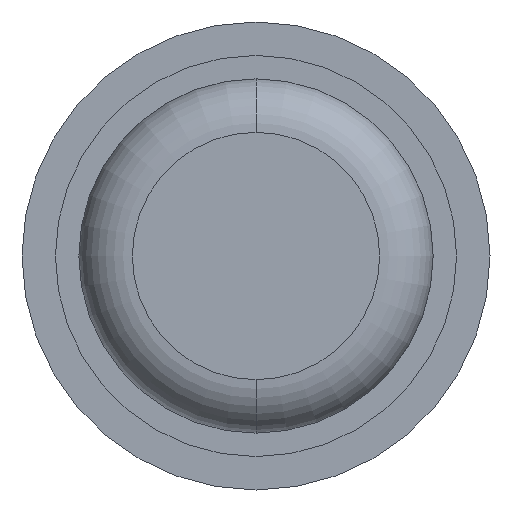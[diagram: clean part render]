
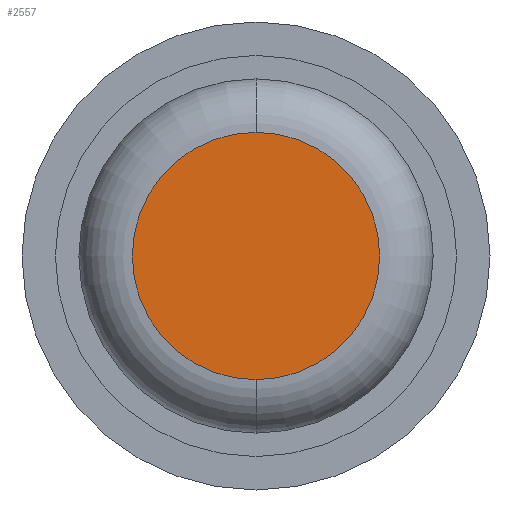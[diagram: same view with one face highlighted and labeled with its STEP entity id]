
A CAD part, front view. The second image highlights one B-rep face of the part: STEP entity #2557.
In plain terms, the highlighted planar face has unit normal (0, -1, 0).
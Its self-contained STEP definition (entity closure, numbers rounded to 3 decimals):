
#173 = AXIS2_PLACEMENT_3D ( 'NONE', #1420, #3095, #2727 ) ;
#333 = EDGE_CURVE ( 'Defeature ausgef�hrt1_0+Defeature ausgef�hrt1_8+Defeature ausgef�hrt1_8+Defeature ausgef�hrt1_8', #1780, #3571, #1213, .T. ) ;
#495 = FACE_OUTER_BOUND ( 'NONE', #2662, .T. ) ;
#1032 = PLANE ( 'NONE',  #1349 ) ;
#1213 = CIRCLE ( 'NONE', #2412, 0.925 ) ;
#1349 = AXIS2_PLACEMENT_3D ( 'NONE', #2982, #2648, #2005 ) ;
#1406 = DIRECTION ( 'NONE',  ( 0., -1., 0. ) ) ;
#1420 = CARTESIAN_POINT ( 'NONE',  ( 0., -10., 0. ) ) ;
#1426 = EDGE_CURVE ( 'Defeature ausgef�hrt1_0+Defeature ausgef�hrt1_8+Defeature ausgef�hrt1_8+Defeature ausgef�hrt1_8', #3571, #1780, #2321, .T. ) ;
#1751 = DIRECTION ( 'NONE',  ( 0., 0., -1. ) ) ;
#1780 = VERTEX_POINT ( 'NONE', #4323 ) ;
#2005 = DIRECTION ( 'NONE',  ( 0., 0., -1. ) ) ;
#2321 = CIRCLE ( 'NONE', #173, 0.925 ) ;
#2389 = CARTESIAN_POINT ( 'NONE',  ( 0., -10., 0. ) ) ;
#2412 = AXIS2_PLACEMENT_3D ( 'NONE', #2389, #1406, #1751 ) ;
#2557 = ADVANCED_FACE ( 'Defeature ausgef�hrt1_0', ( #495 ), #1032, .T. ) ;
#2587 = CARTESIAN_POINT ( 'NONE',  ( 0., -10., 0.925 ) ) ;
#2648 = DIRECTION ( 'NONE',  ( 0., -1., 0. ) ) ;
#2662 = EDGE_LOOP ( 'NONE', ( #3870, #3452 ) ) ;
#2727 = DIRECTION ( 'NONE',  ( 0., 0., -1. ) ) ;
#2982 = CARTESIAN_POINT ( 'NONE',  ( -1.325, -10., 0. ) ) ;
#3095 = DIRECTION ( 'NONE',  ( 0., -1., 0. ) ) ;
#3452 = ORIENTED_EDGE ( 'NONE', *, *, #1426, .T. ) ;
#3571 = VERTEX_POINT ( 'NONE', #2587 ) ;
#3870 = ORIENTED_EDGE ( 'NONE', *, *, #333, .T. ) ;
#4323 = CARTESIAN_POINT ( 'NONE',  ( 0., -10., -0.925 ) ) ;
